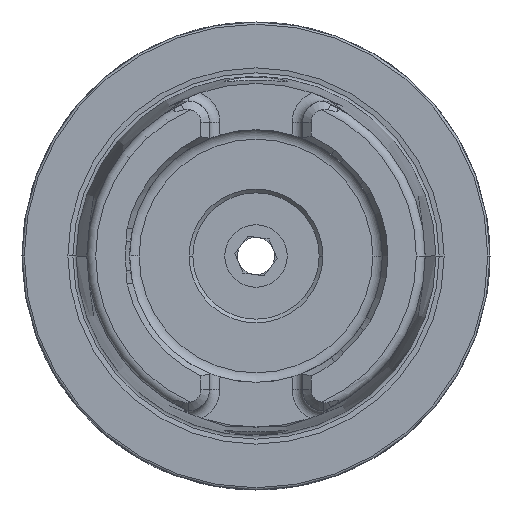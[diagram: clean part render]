
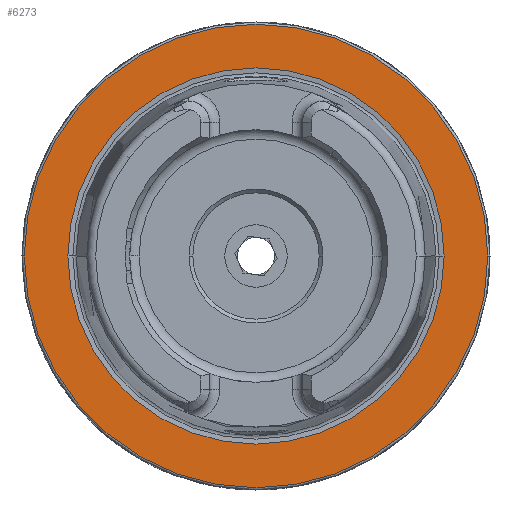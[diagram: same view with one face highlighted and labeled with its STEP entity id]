
A CAD part, left-side view. The second image highlights one B-rep face of the part: STEP entity #6273.
In plain terms, the highlighted planar face has unit normal (-1, 0, 0).
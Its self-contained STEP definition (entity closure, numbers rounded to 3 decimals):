
#1252 = AXIS2_PLACEMENT_3D ( 'NONE', #2287, #2289, #2291 ) ;
#1253 = AXIS2_PLACEMENT_3D ( 'NONE', #2294, #2295, #2297 ) ;
#2287 = CARTESIAN_POINT ( 'NONE',  ( 0., 0., 0. ) ) ;
#2289 = DIRECTION ( 'NONE',  ( -1., 0., 0. ) ) ;
#2291 = DIRECTION ( 'NONE',  ( 0., -1., 0. ) ) ;
#2294 = CARTESIAN_POINT ( 'NONE',  ( 0., 0., 0. ) ) ;
#2295 = DIRECTION ( 'NONE',  ( -1., 0., 0. ) ) ;
#2297 = DIRECTION ( 'NONE',  ( 0., -1., 0. ) ) ;
#2510 = EDGE_LOOP ( 'NONE', ( #4508, #4507 ) ) ;
#2540 = EDGE_LOOP ( 'NONE', ( #4506, #4505 ) ) ;
#4505 = ORIENTED_EDGE ( 'NONE', *, *, #8856, .T. ) ;
#4506 = ORIENTED_EDGE ( 'NONE', *, *, #5987, .T. ) ;
#4507 = ORIENTED_EDGE ( 'NONE', *, *, #5991, .F. ) ;
#4508 = ORIENTED_EDGE ( 'NONE', *, *, #8855, .F. ) ;
#5951 = VERTEX_POINT ( 'NONE', #9736 ) ;
#5987 = EDGE_CURVE ( 'NONE', #6115, #5951, #7192, .T. ) ;
#5991 = EDGE_CURVE ( 'NONE', #6140, #6120, #7195, .T. ) ;
#6115 = VERTEX_POINT ( 'NONE', #10344 ) ;
#6120 = VERTEX_POINT ( 'NONE', #10349 ) ;
#6140 = VERTEX_POINT ( 'NONE', #10368 ) ;
#6273 = ADVANCED_FACE ( 'NONE', ( #7462, #7452 ), #11095, .F. ) ;
#6720 = AXIS2_PLACEMENT_3D ( 'NONE', #9868, #9869, #9870 ) ;
#6723 = AXIS2_PLACEMENT_3D ( 'NONE', #9879, #9880, #9881 ) ;
#6843 = AXIS2_PLACEMENT_3D ( 'NONE', #11093, #11096, #11097 ) ;
#7192 = CIRCLE ( 'NONE', #6720, 31.2 ) ;
#7195 = CIRCLE ( 'NONE', #6723, 25.324 ) ;
#7452 = FACE_OUTER_BOUND ( 'NONE', #2540, .T. ) ;
#7462 = FACE_BOUND ( 'NONE', #2510, .T. ) ;
#8049 = CIRCLE ( 'NONE', #1252, 25.324 ) ;
#8050 = CIRCLE ( 'NONE', #1253, 31.2 ) ;
#8855 = EDGE_CURVE ( 'NONE', #6120, #6140, #8049, .T. ) ;
#8856 = EDGE_CURVE ( 'NONE', #5951, #6115, #8050, .T. ) ;
#9736 = CARTESIAN_POINT ( 'NONE',  ( 0., 31.2, 0. ) ) ;
#9868 = CARTESIAN_POINT ( 'NONE',  ( 0., 0., 0. ) ) ;
#9869 = DIRECTION ( 'NONE',  ( -1., 0., 0. ) ) ;
#9870 = DIRECTION ( 'NONE',  ( 0., -1., 0. ) ) ;
#9879 = CARTESIAN_POINT ( 'NONE',  ( 0., 0., 0. ) ) ;
#9880 = DIRECTION ( 'NONE',  ( -1., 0., 0. ) ) ;
#9881 = DIRECTION ( 'NONE',  ( 0., -1., 0. ) ) ;
#10344 = CARTESIAN_POINT ( 'NONE',  ( 0., -31.2, 0. ) ) ;
#10349 = CARTESIAN_POINT ( 'NONE',  ( 0., -25.324, 0. ) ) ;
#10368 = CARTESIAN_POINT ( 'NONE',  ( 0., 25.324, 0. ) ) ;
#11093 = CARTESIAN_POINT ( 'NONE',  ( 0., 31.2, 0. ) ) ;
#11095 = PLANE ( 'NONE',  #6843 ) ;
#11096 = DIRECTION ( 'NONE',  ( 1., 0., 0. ) ) ;
#11097 = DIRECTION ( 'NONE',  ( 0., 1., 0. ) ) ;
